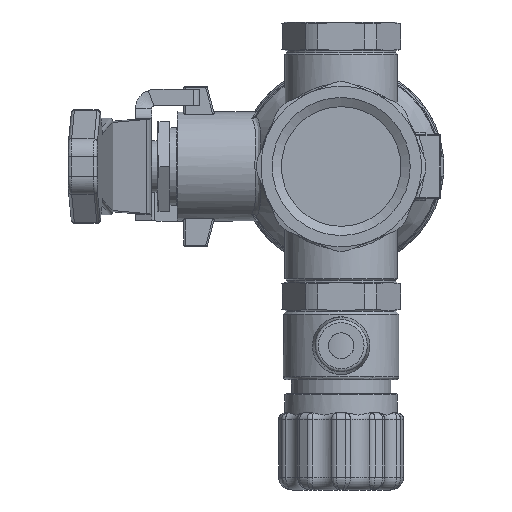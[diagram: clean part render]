
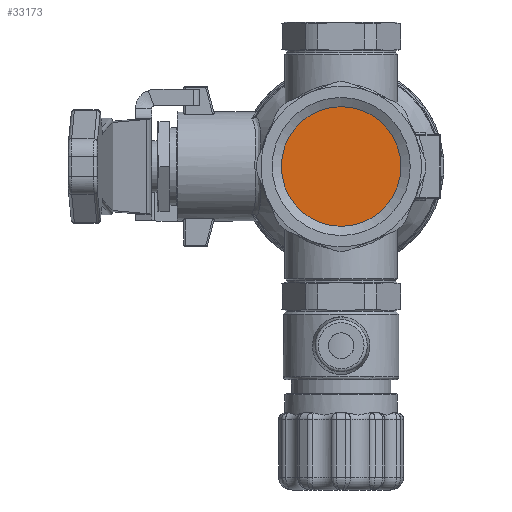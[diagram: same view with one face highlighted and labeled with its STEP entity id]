
A CAD part, left-side view. The second image highlights one B-rep face of the part: STEP entity #33173.
In plain terms, the highlighted planar face has unit normal (-1, 0, 0).
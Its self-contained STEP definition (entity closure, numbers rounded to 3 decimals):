
#558 = DIRECTION ( 'NONE',  ( -1., 0., 0. ) ) ;
#2979 = ORIENTED_EDGE ( 'NONE', *, *, #32057, .T. ) ;
#3394 = CARTESIAN_POINT ( 'NONE',  ( -46.187, 0., 0. ) ) ;
#6476 = DIRECTION ( 'NONE',  ( 0., 0., 1. ) ) ;
#7928 = CARTESIAN_POINT ( 'NONE',  ( -46.187, 0., 0. ) ) ;
#16694 = DIRECTION ( 'NONE',  ( -1., 0., 0. ) ) ;
#17981 = VERTEX_POINT ( 'NONE', #25058 ) ;
#18093 = EDGE_LOOP ( 'NONE', ( #2979 ) ) ;
#21945 = FACE_OUTER_BOUND ( 'NONE', #18093, .T. ) ;
#23511 = AXIS2_PLACEMENT_3D ( 'NONE', #3394, #558, #6476 ) ;
#25058 = CARTESIAN_POINT ( 'NONE',  ( -46.187, 0., -9.315 ) ) ;
#25581 = PLANE ( 'NONE',  #23511 ) ;
#26733 = AXIS2_PLACEMENT_3D ( 'NONE', #7928, #16694, #32691 ) ;
#31872 = CIRCLE ( 'NONE', #26733, 9.316 ) ;
#32057 = EDGE_CURVE ( 'NONE', #17981, #17981, #31872, .T. ) ;
#32691 = DIRECTION ( 'NONE',  ( 0., 0., -1. ) ) ;
#33173 = ADVANCED_FACE ( 'NONE', ( #21945 ), #25581, .T. ) ;
